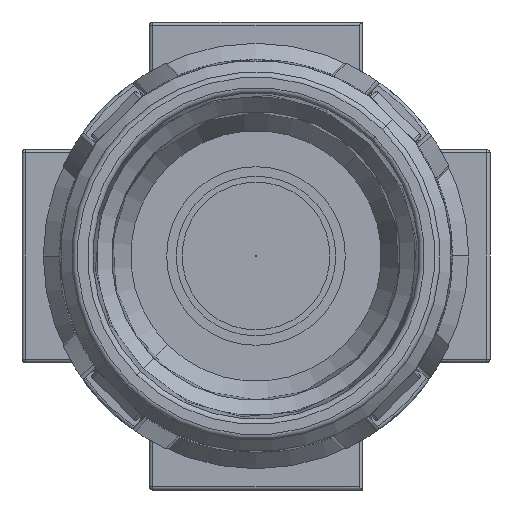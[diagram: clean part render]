
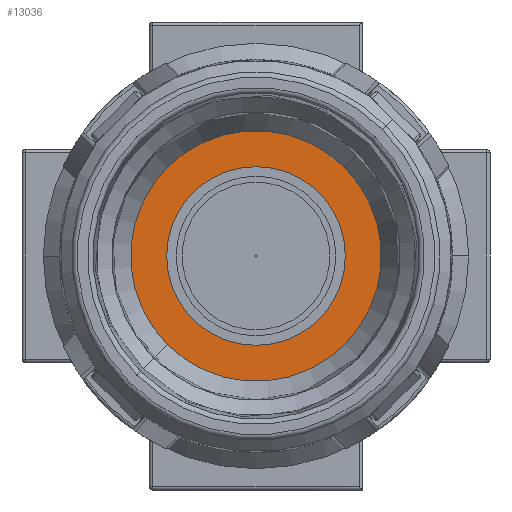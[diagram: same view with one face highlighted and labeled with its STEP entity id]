
A CAD part, front view. The second image highlights one B-rep face of the part: STEP entity #13036.
In plain terms, the highlighted planar face has unit normal (0, -1, 0).
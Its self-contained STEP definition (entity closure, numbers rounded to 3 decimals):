
#3905=CARTESIAN_POINT('',(0.,-79.,0.));
#3906=DIRECTION('',(0.,-1.,0.));
#3907=DIRECTION('',(0.707,0.,0.707));
#3908=AXIS2_PLACEMENT_3D('',#3905,#3906,#3907);
#3914=CARTESIAN_POINT('',(0.,-79.,0.));
#3915=DIRECTION('',(0.,1.,0.));
#3916=DIRECTION('',(1.,0.,0.));
#3917=AXIS2_PLACEMENT_3D('',#3914,#3915,#3916);
#3919=CARTESIAN_POINT('',(0.,-79.,0.));
#3920=DIRECTION('',(0.,1.,0.));
#3921=DIRECTION('',(-1.,0.,0.));
#3922=AXIS2_PLACEMENT_3D('',#3919,#3920,#3921);
#3988=CARTESIAN_POINT('',(0.,-79.,0.));
#3989=DIRECTION('',(0.,-1.,0.));
#3990=DIRECTION('',(-0.707,0.,-0.707));
#3991=AXIS2_PLACEMENT_3D('',#3988,#3989,#3990);
#8783=CARTESIAN_POINT('',(-8.329,-79.,-8.329));
#8784=CARTESIAN_POINT('',(8.329,-79.,8.329));
#8785=VERTEX_POINT('',#8783);
#8786=VERTEX_POINT('',#8784);
#8793=CARTESIAN_POINT('',(8.4,-79.,0.));
#8794=CARTESIAN_POINT('',(-8.4,-79.,0.));
#8795=VERTEX_POINT('',#8793);
#8796=VERTEX_POINT('',#8794);
#13020=CARTESIAN_POINT('',(0.,-79.,0.));
#13021=DIRECTION('',(0.,-1.,0.));
#13022=DIRECTION('',(1.,0.,0.));
#13023=AXIS2_PLACEMENT_3D('',#13020,#13021,#13022);
#13024=PLANE('',#13023);
#13026=ORIENTED_EDGE('',*,*,#13025,.F.);
#13027=ORIENTED_EDGE('',*,*,#13010,.F.);
#13028=EDGE_LOOP('',(#13026,#13027));
#13029=FACE_OUTER_BOUND('',#13028,.F.);
#13031=ORIENTED_EDGE('',*,*,#13030,.F.);
#13033=ORIENTED_EDGE('',*,*,#13032,.F.);
#13034=EDGE_LOOP('',(#13031,#13033));
#13035=FACE_BOUND('',#13034,.F.);
#13036=ADVANCED_FACE('',(#13029,#13035),#13024,.T.);
#3909=CIRCLE('',#3908,11.779);
#3918=CIRCLE('',#3917,8.4);
#3923=CIRCLE('',#3922,8.4);
#3992=CIRCLE('',#3991,11.779);
#13010=EDGE_CURVE('',#8786,#8785,#3909,.T.);
#13025=EDGE_CURVE('',#8785,#8786,#3992,.T.);
#13030=EDGE_CURVE('',#8795,#8796,#3918,.T.);
#13032=EDGE_CURVE('',#8796,#8795,#3923,.T.);
